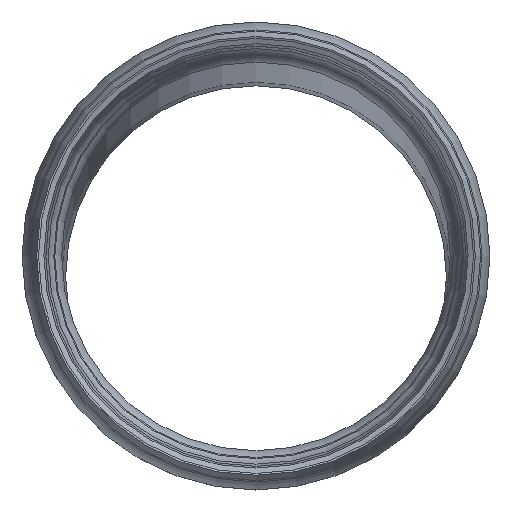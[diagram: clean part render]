
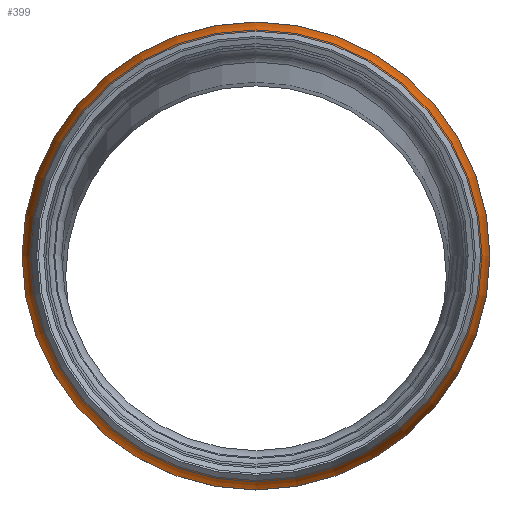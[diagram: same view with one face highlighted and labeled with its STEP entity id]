
A CAD part, top view. The second image highlights one B-rep face of the part: STEP entity #399.
In plain terms, the highlighted toroidal (fillet/blend) face has major radius 340 mm and minor radius 250 mm.
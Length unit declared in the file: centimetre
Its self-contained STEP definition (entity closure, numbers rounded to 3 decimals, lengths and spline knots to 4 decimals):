
#55=FACE_OUTER_BOUND('',#79,.T.);
#79=EDGE_LOOP('',(#346,#347,#348,#349,#350,#351));
#127=CIRCLE('',#499,56.6577);
#128=CIRCLE('',#500,56.6577);
#129=CIRCLE('',#502,25.);
#130=CIRCLE('',#503,59.);
#131=CIRCLE('',#504,59.);
#169=VERTEX_POINT('',#795);
#170=VERTEX_POINT('',#797);
#171=VERTEX_POINT('',#801);
#172=VERTEX_POINT('',#803);
#229=EDGE_CURVE('',#169,#170,#127,.T.);
#230=EDGE_CURVE('',#170,#169,#128,.T.);
#231=EDGE_CURVE('',#170,#171,#129,.T.);
#232=EDGE_CURVE('',#171,#172,#130,.T.);
#233=EDGE_CURVE('',#172,#171,#131,.T.);
#346=ORIENTED_EDGE('',*,*,#229,.F.);
#347=ORIENTED_EDGE('',*,*,#230,.F.);
#348=ORIENTED_EDGE('',*,*,#231,.T.);
#349=ORIENTED_EDGE('',*,*,#232,.T.);
#350=ORIENTED_EDGE('',*,*,#233,.T.);
#351=ORIENTED_EDGE('',*,*,#231,.F.);
#377=TOROIDAL_SURFACE('',#501,34.,25.);
#399=ADVANCED_FACE('',(#55),#377,.T.);
#499=AXIS2_PLACEMENT_3D('',#798,#655,#656);
#500=AXIS2_PLACEMENT_3D('',#799,#657,#658);
#501=AXIS2_PLACEMENT_3D('',#800,#659,#660);
#502=AXIS2_PLACEMENT_3D('',#802,#661,#662);
#503=AXIS2_PLACEMENT_3D('',#804,#663,#664);
#504=AXIS2_PLACEMENT_3D('',#805,#665,#666);
#655=DIRECTION('center_axis',(0.,0.,1.));
#656=DIRECTION('ref_axis',(1.,0.,0.));
#657=DIRECTION('center_axis',(0.,0.,1.));
#658=DIRECTION('ref_axis',(1.,0.,0.));
#659=DIRECTION('center_axis',(0.,0.,1.));
#660=DIRECTION('ref_axis',(0.,-1.,0.));
#661=DIRECTION('center_axis',(-1.,0.,0.));
#662=DIRECTION('ref_axis',(0.,1.,0.));
#663=DIRECTION('center_axis',(0.,0.,1.));
#664=DIRECTION('ref_axis',(1.,0.,0.));
#665=DIRECTION('center_axis',(0.,0.,1.));
#666=DIRECTION('ref_axis',(1.,0.,0.));
#795=CARTESIAN_POINT('',(-56.6577,0.,2947.1155));
#797=CARTESIAN_POINT('',(0.,56.6577,2947.1155));
#798=CARTESIAN_POINT('Origin',(0.,0.,2947.1155));
#799=CARTESIAN_POINT('Origin',(0.,0.,2947.1155));
#800=CARTESIAN_POINT('Origin',(0.,0.,2936.55));
#801=CARTESIAN_POINT('',(0.,59.,2936.55));
#802=CARTESIAN_POINT('Origin',(0.,34.,2936.55));
#803=CARTESIAN_POINT('',(-59.,0.,2936.55));
#804=CARTESIAN_POINT('Origin',(0.,0.,2936.55));
#805=CARTESIAN_POINT('Origin',(0.,0.,2936.55));
